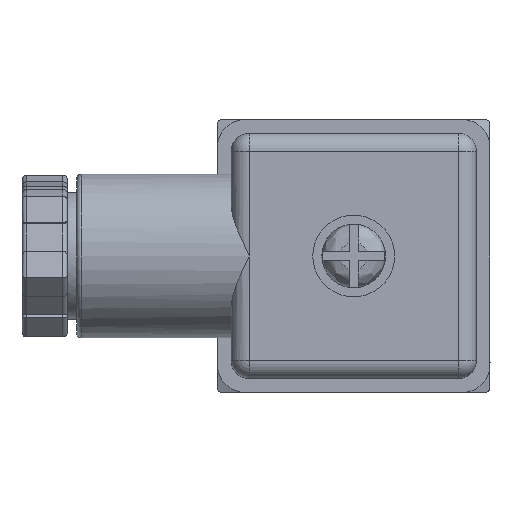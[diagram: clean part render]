
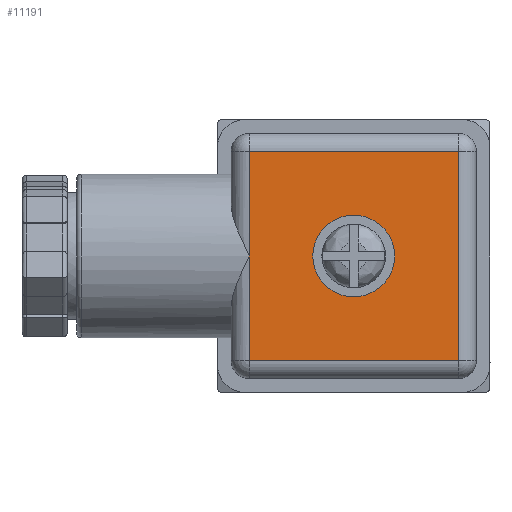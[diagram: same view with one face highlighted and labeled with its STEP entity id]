
A CAD part, left-side view. The second image highlights one B-rep face of the part: STEP entity #11191.
In plain terms, the highlighted face is planar.
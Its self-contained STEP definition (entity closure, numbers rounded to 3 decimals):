
#73 = LINE ( 'NONE', #1359, #4902 ) ;
#178 = ORIENTED_EDGE ( 'NONE', *, *, #9872, .T. ) ;
#198 = LINE ( 'NONE', #5145, #8656 ) ;
#275 = DIRECTION ( 'NONE',  ( 0., 0., -1. ) ) ;
#407 = PLANE ( 'NONE',  #4825 ) ;
#541 = ORIENTED_EDGE ( 'NONE', *, *, #5507, .F. ) ;
#574 = EDGE_LOOP ( 'NONE', ( #11285, #1851, #12034, #8818, #541 ) ) ;
#812 = FACE_BOUND ( 'NONE', #9572, .T. ) ;
#966 = DIRECTION ( 'NONE',  ( 0., -1., 0. ) ) ;
#997 = CARTESIAN_POINT ( 'NONE',  ( -11.5, 40.7, 11.5 ) ) ;
#1014 = DIRECTION ( 'NONE',  ( 0., -1., 0. ) ) ;
#1048 = DIRECTION ( 'NONE',  ( 0., 0., -1. ) ) ;
#1359 = CARTESIAN_POINT ( 'NONE',  ( 11.5, 40.7, -11.5 ) ) ;
#1397 = CARTESIAN_POINT ( 'NONE',  ( 0., 40.7, 4.5 ) ) ;
#1609 = CARTESIAN_POINT ( 'NONE',  ( 11.5, 40.7, 11.5 ) ) ;
#1631 = AXIS2_PLACEMENT_3D ( 'NONE', #1938, #1014, #1048 ) ;
#1851 = ORIENTED_EDGE ( 'NONE', *, *, #4728, .F. ) ;
#1938 = CARTESIAN_POINT ( 'NONE',  ( 0., 40.7, 0. ) ) ;
#2339 = DIRECTION ( 'NONE',  ( 0., 0., 1. ) ) ;
#2609 = DIRECTION ( 'NONE',  ( 0., 0., 1. ) ) ;
#3707 = CIRCLE ( 'NONE', #10484, 4.5 ) ;
#4176 = VERTEX_POINT ( 'NONE', #1609 ) ;
#4728 = EDGE_CURVE ( 'NONE', #11296, #7712, #7273, .T. ) ;
#4825 = AXIS2_PLACEMENT_3D ( 'NONE', #6882, #5878, #275 ) ;
#4902 = VECTOR ( 'NONE', #2339, 1000. ) ;
#5072 = VECTOR ( 'NONE', #2609, 1000. ) ;
#5145 = CARTESIAN_POINT ( 'NONE',  ( -11.5, 40.7, 11.5 ) ) ;
#5485 = VECTOR ( 'NONE', #6376, 1000. ) ;
#5507 = EDGE_CURVE ( 'NONE', #7551, #4176, #6383, .T. ) ;
#5878 = DIRECTION ( 'NONE',  ( 0., -1., 0. ) ) ;
#5951 = CIRCLE ( 'NONE', #1631, 4.5 ) ;
#6070 = FACE_OUTER_BOUND ( 'NONE', #574, .T. ) ;
#6177 = ORIENTED_EDGE ( 'NONE', *, *, #7258, .T. ) ;
#6344 = CARTESIAN_POINT ( 'NONE',  ( 11.5, 40.7, 0. ) ) ;
#6376 = DIRECTION ( 'NONE',  ( -1., 0., 0. ) ) ;
#6383 = LINE ( 'NONE', #6344, #5072 ) ;
#6495 = EDGE_CURVE ( 'NONE', #7712, #7551, #73, .T. ) ;
#6882 = CARTESIAN_POINT ( 'NONE',  ( 0., 40.7, 0. ) ) ;
#7258 = EDGE_CURVE ( 'NONE', #7934, #10369, #3707, .T. ) ;
#7273 = LINE ( 'NONE', #10512, #10868 ) ;
#7469 = DIRECTION ( 'NONE',  ( 0., 0., 1. ) ) ;
#7551 = VERTEX_POINT ( 'NONE', #10711 ) ;
#7712 = VERTEX_POINT ( 'NONE', #10255 ) ;
#7770 = DIRECTION ( 'NONE',  ( 1., 0., 0. ) ) ;
#7934 = VERTEX_POINT ( 'NONE', #1397 ) ;
#8232 = LINE ( 'NONE', #10072, #5485 ) ;
#8656 = VECTOR ( 'NONE', #10702, 1000. ) ;
#8792 = EDGE_CURVE ( 'NONE', #10541, #11296, #198, .T. ) ;
#8818 = ORIENTED_EDGE ( 'NONE', *, *, #10502, .F. ) ;
#9572 = EDGE_LOOP ( 'NONE', ( #6177, #178 ) ) ;
#9872 = EDGE_CURVE ( 'NONE', #10369, #7934, #5951, .T. ) ;
#10072 = CARTESIAN_POINT ( 'NONE',  ( 11.5, 40.7, 11.5 ) ) ;
#10161 = CARTESIAN_POINT ( 'NONE',  ( 0., 40.7, 0. ) ) ;
#10255 = CARTESIAN_POINT ( 'NONE',  ( 11.5, 40.7, -11.5 ) ) ;
#10369 = VERTEX_POINT ( 'NONE', #10862 ) ;
#10484 = AXIS2_PLACEMENT_3D ( 'NONE', #10161, #966, #7469 ) ;
#10502 = EDGE_CURVE ( 'NONE', #4176, #10541, #8232, .T. ) ;
#10512 = CARTESIAN_POINT ( 'NONE',  ( -11.5, 40.7, -11.5 ) ) ;
#10541 = VERTEX_POINT ( 'NONE', #997 ) ;
#10702 = DIRECTION ( 'NONE',  ( 0., 0., -1. ) ) ;
#10711 = CARTESIAN_POINT ( 'NONE',  ( 11.5, 40.7, 0. ) ) ;
#10862 = CARTESIAN_POINT ( 'NONE',  ( 0., 40.7, -4.5 ) ) ;
#10868 = VECTOR ( 'NONE', #7770, 1000. ) ;
#11076 = CARTESIAN_POINT ( 'NONE',  ( -11.5, 40.7, -11.5 ) ) ;
#11191 = ADVANCED_FACE ( 'NONE', ( #6070, #812 ), #407, .F. ) ;
#11285 = ORIENTED_EDGE ( 'NONE', *, *, #6495, .F. ) ;
#11296 = VERTEX_POINT ( 'NONE', #11076 ) ;
#12034 = ORIENTED_EDGE ( 'NONE', *, *, #8792, .F. ) ;
